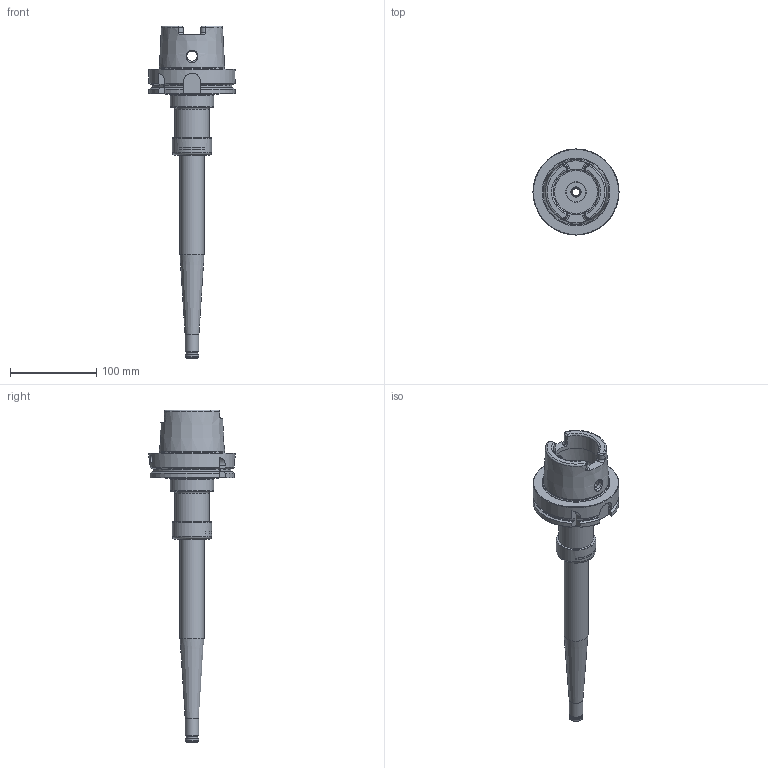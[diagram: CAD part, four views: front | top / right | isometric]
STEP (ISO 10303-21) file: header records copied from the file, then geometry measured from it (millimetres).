
FILE_DESCRIPTION(/* description */ (''),/* implementation_level */ '2;1');
FILE_NAME(/* name */ '888571170.stp',/* time_stamp */ '2023-03-15T12:23:04',/* author */ ('Ratnasingam Jekanthan'),/* organization */ ('REGO-FIX'),/* preprocessor_version */ ' Unknown',/* originating_system */ 'SIEMENS PLM Software Solid Edge ST10',/* authorization */ 'Unknown');
FILE_SCHEMA (('AUTOMOTIVE_DESIGN { 1 0 10303 214 2 1 1}'));
Length unit declared in the file: millimetre
Products named in the file (1): NOCUT
Bounding box: 100 x 100 x 386 mm (x, y, z)
Volume: 445609.3 mm3; surface area: 93752.7 mm2
Topology: 1 solids, 3 shells, 193 faces, 467 edges, 293 vertices
Faces by surface type: plane 53, cylinder 51, cone 50, torus 39
Full cylindrical faces by diameter (mm): 8.5 x1, 9 x1, 10 x3, 12 x3, 13 x1, 16 x2, 22.376 x1, 23.8 x1, 24.7 x1, 25 x2, 28 x1, 29 x1, 33 x1, 34 x1, 38.376 x1, 40 x1, 40.05 x1, 43.3 x1, 45.65 x1, 50.5 x1, 53 x2, 63 x1, 75.459 x1, 100 x1
Entity records: 6537 total; most frequent: CARTESIAN_POINT 1212, DIRECTION 842, ORIENTED_EDGE 682, AXIS2_PLACEMENT_3D 377, EDGE_CURVE 341, EDGE_LOOP 310, FACE_BOUND 310, VERTEX_POINT 261
